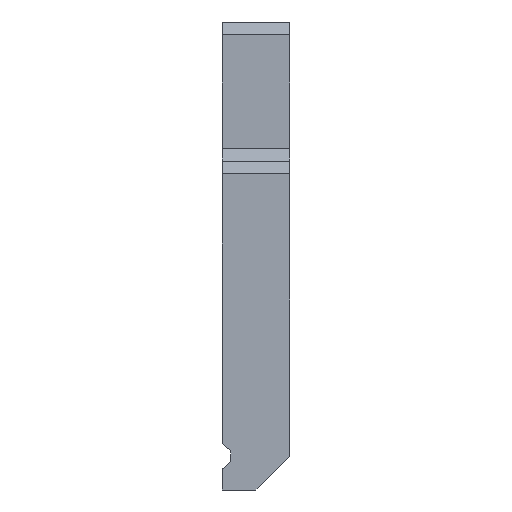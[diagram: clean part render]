
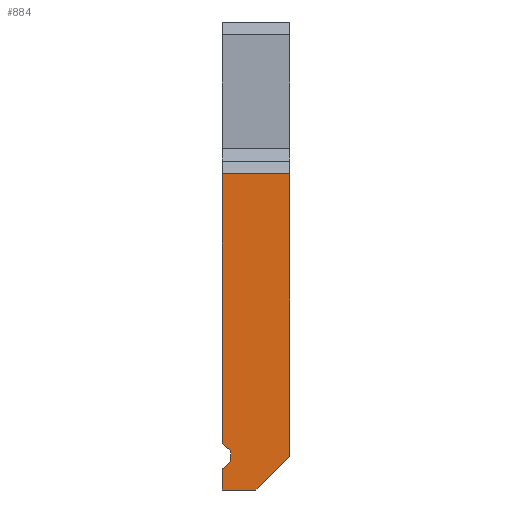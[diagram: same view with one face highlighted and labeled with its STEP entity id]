
A CAD part, left-side view. The second image highlights one B-rep face of the part: STEP entity #884.
In plain terms, the highlighted planar face has unit normal (-1, 0, 0).
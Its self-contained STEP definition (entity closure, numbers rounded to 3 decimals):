
#28 = LINE ( 'NONE', #661, #1038 ) ;
#82 = ORIENTED_EDGE ( 'NONE', *, *, #1634, .T. ) ;
#92 = DIRECTION ( 'NONE',  ( 0., 0., -1. ) ) ;
#97 = EDGE_LOOP ( 'NONE', ( #615, #320, #708, #183, #82, #1550, #188, #1139, #429 ) ) ;
#116 = CARTESIAN_POINT ( 'NONE',  ( -30., 8., -20. ) ) ;
#127 = DIRECTION ( 'NONE',  ( 0., 1., 0. ) ) ;
#135 = LINE ( 'NONE', #385, #202 ) ;
#161 = DIRECTION ( 'NONE',  ( 0., -0.762, -0.648 ) ) ;
#162 = VERTEX_POINT ( 'NONE', #696 ) ;
#183 = ORIENTED_EDGE ( 'NONE', *, *, #468, .T. ) ;
#188 = ORIENTED_EDGE ( 'NONE', *, *, #1623, .T. ) ;
#202 = VECTOR ( 'NONE', #893, 1000. ) ;
#224 = VECTOR ( 'NONE', #1599, 1000. ) ;
#229 = CARTESIAN_POINT ( 'NONE',  ( -30., 8., 17.5 ) ) ;
#234 = VERTEX_POINT ( 'NONE', #420 ) ;
#254 = DIRECTION ( 'NONE',  ( 1., 0., 0. ) ) ;
#272 = DIRECTION ( 'NONE',  ( 0., 0., 1. ) ) ;
#276 = CARTESIAN_POINT ( 'NONE',  ( -30., 8., -14.5 ) ) ;
#299 = LINE ( 'NONE', #276, #1073 ) ;
#320 = ORIENTED_EDGE ( 'NONE', *, *, #330, .T. ) ;
#330 = EDGE_CURVE ( 'NONE', #234, #744, #1143, .T. ) ;
#352 = CARTESIAN_POINT ( 'NONE',  ( -30., 8., -14.5 ) ) ;
#385 = CARTESIAN_POINT ( 'NONE',  ( -30., 8., -20. ) ) ;
#396 = CARTESIAN_POINT ( 'NONE',  ( -30., 0., -20. ) ) ;
#420 = CARTESIAN_POINT ( 'NONE',  ( -30., 7., -16.65 ) ) ;
#428 = VERTEX_POINT ( 'NONE', #1433 ) ;
#429 = ORIENTED_EDGE ( 'NONE', *, *, #621, .T. ) ;
#445 = CARTESIAN_POINT ( 'NONE',  ( -30., 8., 17.5 ) ) ;
#468 = EDGE_CURVE ( 'NONE', #162, #1401, #1028, .T. ) ;
#470 = VECTOR ( 'NONE', #92, 1000. ) ;
#471 = DIRECTION ( 'NONE',  ( 0., 0., -1. ) ) ;
#479 = CARTESIAN_POINT ( 'NONE',  ( -30., 4., -20. ) ) ;
#499 = AXIS2_PLACEMENT_3D ( 'NONE', #1016, #254, #471 ) ;
#507 = CARTESIAN_POINT ( 'NONE',  ( -30., 7., -15.35 ) ) ;
#615 = ORIENTED_EDGE ( 'NONE', *, *, #928, .T. ) ;
#621 = EDGE_CURVE ( 'NONE', #1526, #1416, #299, .T. ) ;
#638 = LINE ( 'NONE', #229, #1404 ) ;
#639 = DIRECTION ( 'NONE',  ( 0., -1., 0. ) ) ;
#661 = CARTESIAN_POINT ( 'NONE',  ( -30., 8., -20. ) ) ;
#696 = CARTESIAN_POINT ( 'NONE',  ( -30., 8., -20. ) ) ;
#708 = ORIENTED_EDGE ( 'NONE', *, *, #1112, .F. ) ;
#744 = VERTEX_POINT ( 'NONE', #1600 ) ;
#802 = VECTOR ( 'NONE', #1368, 1000. ) ;
#857 = LINE ( 'NONE', #507, #470 ) ;
#884 = ADVANCED_FACE ( 'NONE', ( #1534 ), #1266, .F. ) ;
#893 = DIRECTION ( 'NONE',  ( 0., 0., 1. ) ) ;
#895 = LINE ( 'NONE', #396, #224 ) ;
#928 = EDGE_CURVE ( 'NONE', #1416, #234, #857, .T. ) ;
#987 = EDGE_CURVE ( 'NONE', #1526, #1210, #135, .T. ) ;
#1015 = VECTOR ( 'NONE', #639, 1000. ) ;
#1016 = CARTESIAN_POINT ( 'NONE',  ( -30., 8., -20. ) ) ;
#1028 = LINE ( 'NONE', #116, #1015 ) ;
#1038 = VECTOR ( 'NONE', #272, 1000. ) ;
#1073 = VECTOR ( 'NONE', #161, 1000. ) ;
#1112 = EDGE_CURVE ( 'NONE', #162, #744, #28, .T. ) ;
#1139 = ORIENTED_EDGE ( 'NONE', *, *, #987, .F. ) ;
#1143 = LINE ( 'NONE', #1669, #802 ) ;
#1146 = VERTEX_POINT ( 'NONE', #1483 ) ;
#1166 = LINE ( 'NONE', #479, #1493 ) ;
#1210 = VERTEX_POINT ( 'NONE', #445 ) ;
#1233 = CARTESIAN_POINT ( 'NONE',  ( -30., 4., -20. ) ) ;
#1266 = PLANE ( 'NONE',  #499 ) ;
#1368 = DIRECTION ( 'NONE',  ( 0., 0.762, -0.648 ) ) ;
#1401 = VERTEX_POINT ( 'NONE', #1233 ) ;
#1404 = VECTOR ( 'NONE', #127, 1000. ) ;
#1416 = VERTEX_POINT ( 'NONE', #1647 ) ;
#1433 = CARTESIAN_POINT ( 'NONE',  ( -30., 0., -16. ) ) ;
#1483 = CARTESIAN_POINT ( 'NONE',  ( -30., 0., 17.5 ) ) ;
#1493 = VECTOR ( 'NONE', #1693, 1000. ) ;
#1526 = VERTEX_POINT ( 'NONE', #352 ) ;
#1534 = FACE_OUTER_BOUND ( 'NONE', #97, .T. ) ;
#1550 = ORIENTED_EDGE ( 'NONE', *, *, #1695, .T. ) ;
#1599 = DIRECTION ( 'NONE',  ( 0., 0., 1. ) ) ;
#1600 = CARTESIAN_POINT ( 'NONE',  ( -30., 8., -17.5 ) ) ;
#1623 = EDGE_CURVE ( 'NONE', #1146, #1210, #638, .T. ) ;
#1634 = EDGE_CURVE ( 'NONE', #1401, #428, #1166, .T. ) ;
#1647 = CARTESIAN_POINT ( 'NONE',  ( -30., 7., -15.35 ) ) ;
#1669 = CARTESIAN_POINT ( 'NONE',  ( -30., 7., -16.65 ) ) ;
#1693 = DIRECTION ( 'NONE',  ( 0., -0.707, 0.707 ) ) ;
#1695 = EDGE_CURVE ( 'NONE', #428, #1146, #895, .T. ) ;
